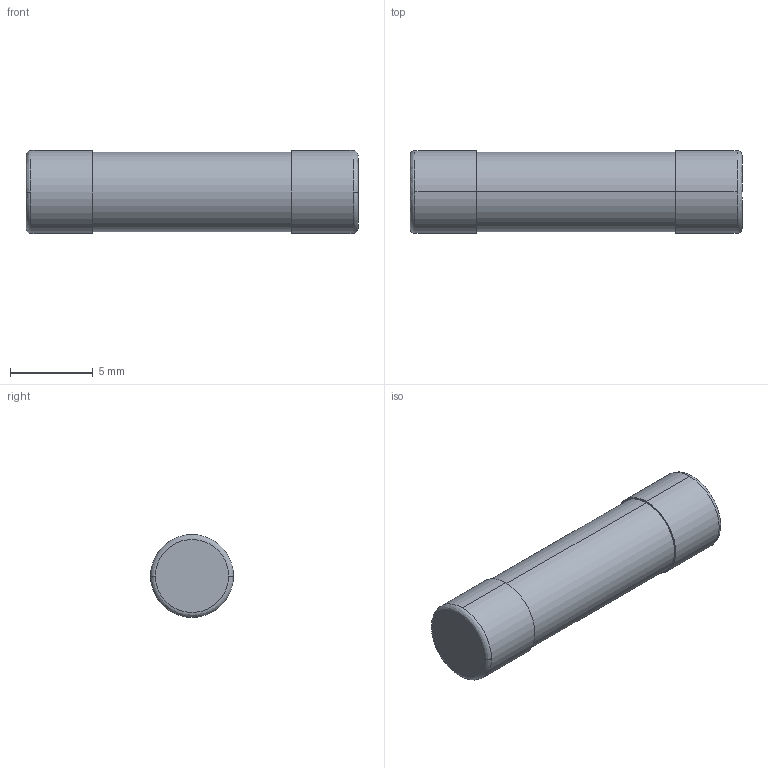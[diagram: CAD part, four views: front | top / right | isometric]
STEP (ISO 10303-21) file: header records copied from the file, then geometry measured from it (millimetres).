
FILE_DESCRIPTION (( 'STEP AP214' ), '1' );
FILE_NAME ('User Library-FUSIVEL.STEP', '2012-09-25T08:00:58', ( 'sysAdmin' ), ( 'SolidWorks' ), 'SwSTEP 2.0', 'SolidWorks 2012', '' );
FILE_SCHEMA (( 'AUTOMOTIVE_DESIGN' ));
Length unit declared in the file: millimetre
Products named in the file (1): User Library-FUSIVEL
Bounding box: 20 x 5 x 5 mm (x, y, z)
Volume: 51.4 mm3; surface area: 667.6 mm2
Topology: 1 solids, 2 shells, 20 faces, 42 edges, 28 vertices
Faces by surface type: cylinder 10, plane 6, bspline 4
Entity records: 854 total; most frequent: CARTESIAN_POINT 163, DIRECTION 100, ORIENTED_EDGE 84, AXIS2_PLACEMENT_3D 45, EDGE_CURVE 42, CIRCLE 28, VERTEX_POINT 28, EDGE_LOOP 24
